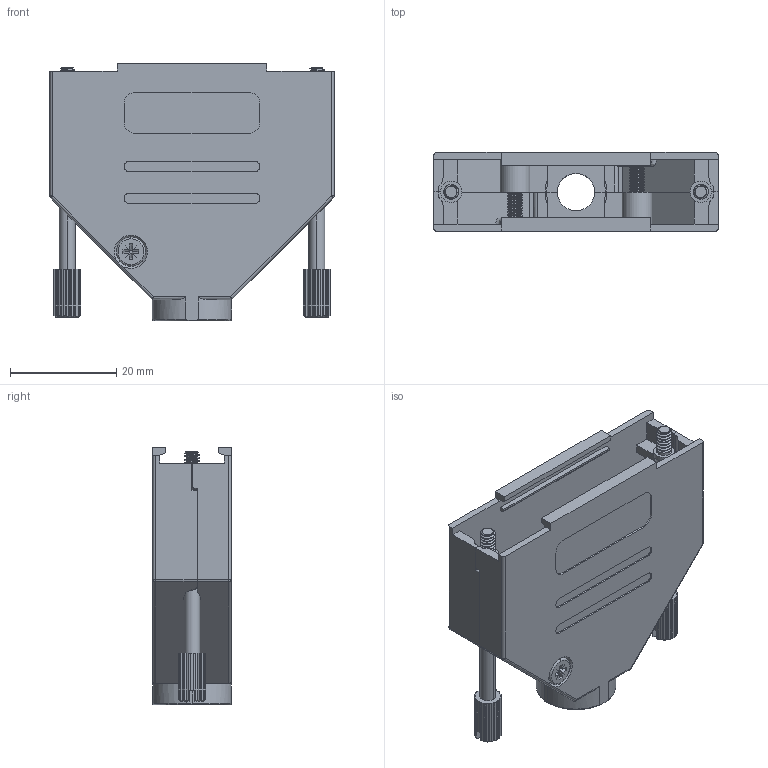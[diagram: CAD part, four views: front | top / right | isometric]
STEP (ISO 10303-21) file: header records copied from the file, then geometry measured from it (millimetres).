
FILE_DESCRIPTION (( 'STEP AP214' ), '1' );
FILE_NAME ('6688-9562.STEP', '2023-04-24T09:39:56', ( '' ), ( '' ), 'SwSTEP 2.0', 'SolidWorks 2021', '' );
FILE_SCHEMA (( 'AUTOMOTIVE_DESIGN' ));
Length unit declared in the file: millimetre
Products named in the file (5): 6805-0105-03; 6826-0141-02; 6855-0117-02; 6688-9562; 6522-0121-05 (7mm)
Assembly tree (8 placements, depth 2):
  6688-9562
    6805-0105-03  x2
    6522-0121-05 (7mm)  x2
    6826-0141-02  x2
    6855-0117-02  x2
Bounding box: 53.5 x 14.85 x 48.5 mm (x, y, z)
Volume: 9970.3 mm3; surface area: 15365.9 mm2
Topology: 8 solids, 8 shells, 816 faces, 2252 edges, 1470 vertices
Faces by surface type: plane 434, cylinder 304, cone 32, bspline 28, torus 14, sphere 4
Entity records: 17073 total; most frequent: CARTESIAN_POINT 6953, ORIENTED_EDGE 2244, DIRECTION 1896, EDGE_CURVE 1122, VERTEX_POINT 735, VECTOR 664, LINE 664, AXIS2_PLACEMENT_3D 616
